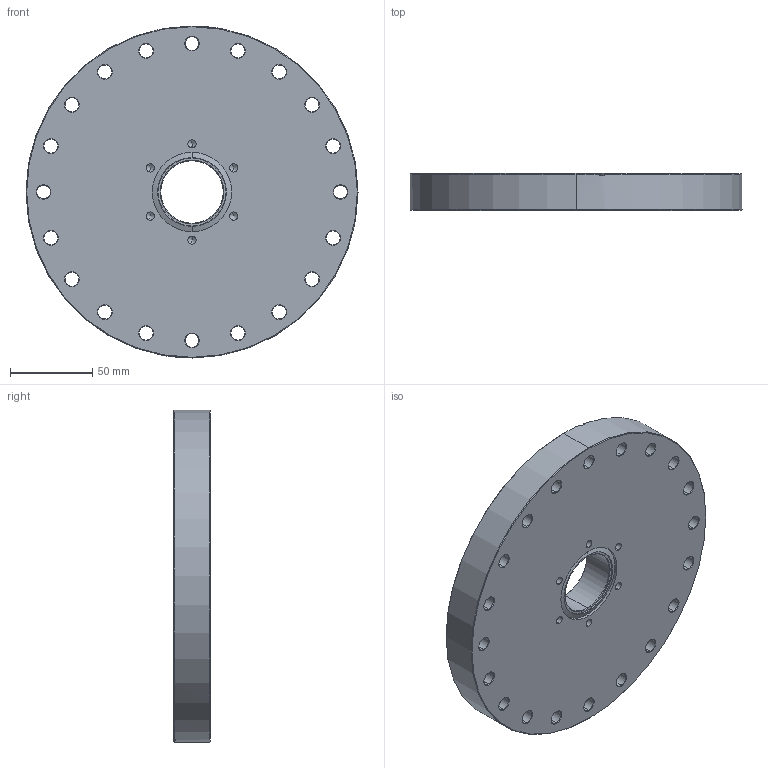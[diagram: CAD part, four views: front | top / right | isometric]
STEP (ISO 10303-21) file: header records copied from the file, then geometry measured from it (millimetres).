
FILE_DESCRIPTION (( 'STEP AP214' ), '1' );
FILE_NAME ('Hositrad_CFA150-38D.STEP', '2013-10-01T10:16:17', ( '' ), ( '' ), 'SwSTEP 2.0', 'SolidWorks 2013', '' );
FILE_SCHEMA (( 'AUTOMOTIVE_DESIGN' ));
Length unit declared in the file: millimetre
Products named in the file (1): Hositrad_CFA150-38D
Bounding box: 202.4 x 22.3 x 202.4 mm (x, y, z)
Volume: 638240.5 mm3; surface area: 90664.9 mm2
Topology: 1 solids, 1 shells, 180 faces, 424 edges, 241 vertices
Faces by surface type: cone 109, cylinder 60, plane 11
Entity records: 5307 total; most frequent: DIRECTION 995, CARTESIAN_POINT 846, ORIENTED_EDGE 824, EDGE_CURVE 412, AXIS2_PLACEMENT_3D 406, VERTEX_POINT 241, EDGE_LOOP 229, CIRCLE 225
